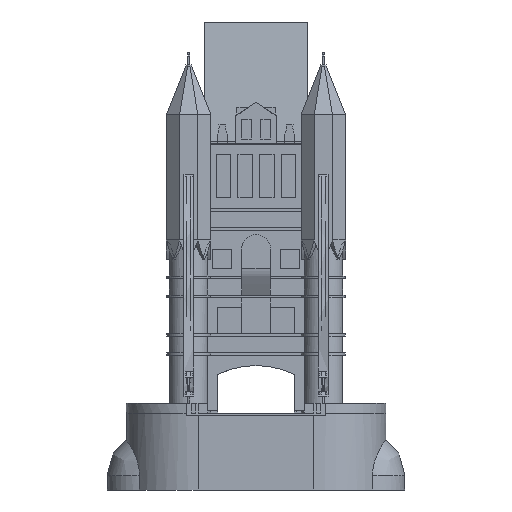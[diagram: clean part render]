
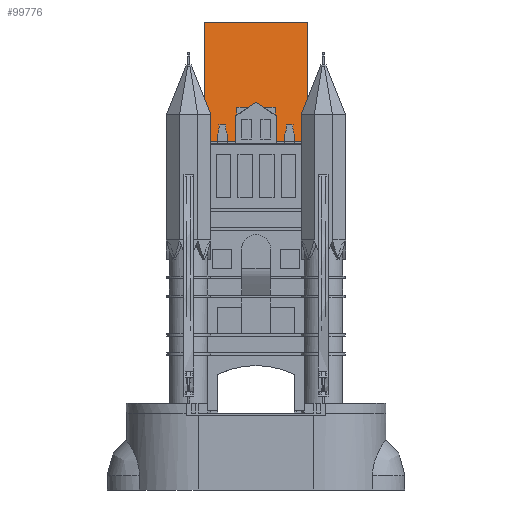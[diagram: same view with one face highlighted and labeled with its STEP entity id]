
A CAD part, front view. The second image highlights one B-rep face of the part: STEP entity #99776.
In plain terms, the highlighted planar face has unit normal (0, -0.989, 0.146).
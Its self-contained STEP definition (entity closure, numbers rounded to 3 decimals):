
#6423=CARTESIAN_POINT('',(53.688,-273.687,360.));
#6424=VERTEX_POINT('',#6423);
#6463=CARTESIAN_POINT('',(53.688,-255.,486.678));
#6464=VERTEX_POINT('',#6463);
#6470=CARTESIAN_POINT('',(53.688,-273.687,360.));
#6471=CARTESIAN_POINT('',(53.688,-255.,486.678));
#6472=QUASI_UNIFORM_CURVE('',1,(#6470,#6471),.UNSPECIFIED.,.F.,.U.);
#6473=EDGE_CURVE('',#6424,#6464,#6472,.T.);
#6632=CARTESIAN_POINT('',(-53.688,-273.687,360.));
#6633=VERTEX_POINT('',#6632);
#6639=CARTESIAN_POINT('',(-53.688,-255.,486.678));
#6640=VERTEX_POINT('',#6639);
#6641=CARTESIAN_POINT('',(-53.688,-255.,486.678));
#6642=CARTESIAN_POINT('',(-53.688,-273.687,360.0));
#6643=B_SPLINE_CURVE_WITH_KNOTS('',1,(#6641,#6642),.UNSPECIFIED.,.F.,.U.,(2,2),(0.321,0.5),.UNSPECIFIED.);
#6644=EDGE_CURVE('',#6640,#6633,#6643,.T.);
#96480=CARTESIAN_POINT('',(53.688,-255.,486.678));
#96481=CARTESIAN_POINT('',(-53.688,-255.,486.678));
#96482=B_SPLINE_CURVE_WITH_KNOTS('',1,(#96480,#96481),.UNSPECIFIED.,.F.,.U.,(2,2),(0.327,0.477),.UNSPECIFIED.);
#96483=EDGE_CURVE('',#6464,#6640,#96482,.T.);
#96743=CARTESIAN_POINT('',(20.,-269.298,389.755));
#96744=VERTEX_POINT('',#96743);
#96752=CARTESIAN_POINT('',(20.0,-268.09,397.941));
#96753=VERTEX_POINT('',#96752);
#96754=CARTESIAN_POINT('',(20.0,-268.09,397.941));
#96755=CARTESIAN_POINT('',(20.0,-269.298,389.755));
#96756=B_SPLINE_CURVE_WITH_KNOTS('',1,(#96754,#96755),.UNSPECIFIED.,.F.,.U.,(2,2),(0.446,0.458),.UNSPECIFIED.);
#96757=EDGE_CURVE('',#96753,#96744,#96756,.T.);
#96800=CARTESIAN_POINT('',(7.584,-268.09,397.941));
#96801=VERTEX_POINT('',#96800);
#96809=CARTESIAN_POINT('',(7.584,-268.09,397.941));
#96810=CARTESIAN_POINT('',(20.0,-268.09,397.941));
#96811=B_SPLINE_CURVE_WITH_KNOTS('',1,(#96809,#96810),.UNSPECIFIED.,.F.,.U.,(2,2),(0.413,0.43),.UNSPECIFIED.);
#96812=EDGE_CURVE('',#96801,#96753,#96811,.T.);
#96824=CARTESIAN_POINT('',(-7.584,-268.09,397.941));
#96825=VERTEX_POINT('',#96824);
#96831=CARTESIAN_POINT('',(-20.0,-268.09,397.941));
#96832=VERTEX_POINT('',#96831);
#96833=CARTESIAN_POINT('',(-20.0,-268.09,397.941));
#96834=CARTESIAN_POINT('',(-7.584,-268.09,397.941));
#96835=B_SPLINE_CURVE_WITH_KNOTS('',1,(#96833,#96834),.UNSPECIFIED.,.F.,.U.,(2,2),(0.374,0.391),.UNSPECIFIED.);
#96836=EDGE_CURVE('',#96832,#96825,#96835,.T.);
#96879=CARTESIAN_POINT('',(-20.,-269.298,389.755));
#96880=VERTEX_POINT('',#96879);
#96888=CARTESIAN_POINT('',(-20.,-269.298,389.755));
#96889=CARTESIAN_POINT('',(-20.0,-268.09,397.941));
#96890=B_SPLINE_CURVE_WITH_KNOTS('',1,(#96888,#96889),.UNSPECIFIED.,.F.,.U.,(2,2),(0.363,0.374),.UNSPECIFIED.);
#96891=EDGE_CURVE('',#96880,#96832,#96890,.T.);
#97249=CARTESIAN_POINT('',(21.0,-273.687,360.));
#97250=VERTEX_POINT('',#97249);
#97251=CARTESIAN_POINT('',(21.0,-273.687,360.));
#97252=CARTESIAN_POINT('',(53.688,-273.687,360.));
#97253=QUASI_UNIFORM_CURVE('',1,(#97251,#97252),.UNSPECIFIED.,.F.,.U.);
#97254=EDGE_CURVE('',#97250,#6424,#97253,.T.);
#99718=CARTESIAN_POINT('',(0.,-264.344,423.339));
#99719=DIRECTION('',(0.,-0.989,0.146));
#99720=DIRECTION('',(1.0,0.0,0.0));
#99721=AXIS2_PLACEMENT_3D('',#99718,#99719,#99720);
#99722=PLANE('',#99721);
#99723=CARTESIAN_POINT('',(-21.0,-273.687,360.));
#99724=VERTEX_POINT('',#99723);
#99725=CARTESIAN_POINT('',(-21.,-269.395,389.096));
#99726=VERTEX_POINT('',#99725);
#99727=CARTESIAN_POINT('',(-21.0,-273.687,360.));
#99728=CARTESIAN_POINT('',(-21.0,-269.395,389.096));
#99729=QUASI_UNIFORM_CURVE('',1,(#99727,#99728),.UNSPECIFIED.,.F.,.U.);
#99730=EDGE_CURVE('',#99724,#99726,#99729,.T.);
#99731=ORIENTED_EDGE('',*,*,#99730,.T.);
#99732=CARTESIAN_POINT('',(-21.,-269.395,389.096));
#99733=CARTESIAN_POINT('',(-20.,-269.298,389.755));
#99734=QUASI_UNIFORM_CURVE('',1,(#99732,#99733),.UNSPECIFIED.,.F.,.U.);
#99735=EDGE_CURVE('',#99726,#96880,#99734,.T.);
#99736=ORIENTED_EDGE('',*,*,#99735,.T.);
#99737=ORIENTED_EDGE('',*,*,#96891,.T.);
#99738=ORIENTED_EDGE('',*,*,#96836,.T.);
#99739=CARTESIAN_POINT('',(0.,-267.353,402.941));
#99740=VERTEX_POINT('',#99739);
#99741=CARTESIAN_POINT('',(-7.584,-268.09,397.941));
#99742=CARTESIAN_POINT('',(0.,-267.353,402.941));
#99743=QUASI_UNIFORM_CURVE('',1,(#99741,#99742),.UNSPECIFIED.,.F.,.U.);
#99744=EDGE_CURVE('',#96825,#99740,#99743,.T.);
#99745=ORIENTED_EDGE('',*,*,#99744,.T.);
#99746=CARTESIAN_POINT('',(7.584,-268.09,397.941));
#99747=CARTESIAN_POINT('',(0.,-267.353,402.941));
#99748=QUASI_UNIFORM_CURVE('',1,(#99746,#99747),.UNSPECIFIED.,.F.,.U.);
#99749=EDGE_CURVE('',#96801,#99740,#99748,.T.);
#99750=ORIENTED_EDGE('',*,*,#99749,.F.);
#99751=ORIENTED_EDGE('',*,*,#96812,.T.);
#99752=ORIENTED_EDGE('',*,*,#96757,.T.);
#99753=CARTESIAN_POINT('',(21.,-269.395,389.096));
#99754=VERTEX_POINT('',#99753);
#99755=CARTESIAN_POINT('',(21.,-269.395,389.096));
#99756=CARTESIAN_POINT('',(20.,-269.298,389.755));
#99757=QUASI_UNIFORM_CURVE('',1,(#99755,#99756),.UNSPECIFIED.,.F.,.U.);
#99758=EDGE_CURVE('',#99754,#96744,#99757,.T.);
#99759=ORIENTED_EDGE('',*,*,#99758,.F.);
#99760=CARTESIAN_POINT('',(21.0,-273.687,360.));
#99761=CARTESIAN_POINT('',(21.0,-269.395,389.096));
#99762=QUASI_UNIFORM_CURVE('',1,(#99760,#99761),.UNSPECIFIED.,.F.,.U.);
#99763=EDGE_CURVE('',#97250,#99754,#99762,.T.);
#99764=ORIENTED_EDGE('',*,*,#99763,.F.);
#99765=ORIENTED_EDGE('',*,*,#97254,.T.);
#99766=ORIENTED_EDGE('',*,*,#6473,.T.);
#99767=ORIENTED_EDGE('',*,*,#96483,.T.);
#99768=ORIENTED_EDGE('',*,*,#6644,.T.);
#99769=CARTESIAN_POINT('',(-21.0,-273.687,360.));
#99770=CARTESIAN_POINT('',(-53.688,-273.687,360.0));
#99771=B_SPLINE_CURVE_WITH_KNOTS('',1,(#99769,#99770),.UNSPECIFIED.,.F.,.U.,(2,2),(0.478,0.491),.UNSPECIFIED.);
#99772=EDGE_CURVE('',#99724,#6633,#99771,.T.);
#99773=ORIENTED_EDGE('',*,*,#99772,.F.);
#99774=EDGE_LOOP('',(#99731,#99736,#99737,#99738,#99745,#99750,#99751,#99752,#99759,#99764,#99765,#99766,#99767,#99768,#99773));
#99775=FACE_OUTER_BOUND('',#99774,.T.);
#99776=ADVANCED_FACE('',(#99775),#99722,.T.);
